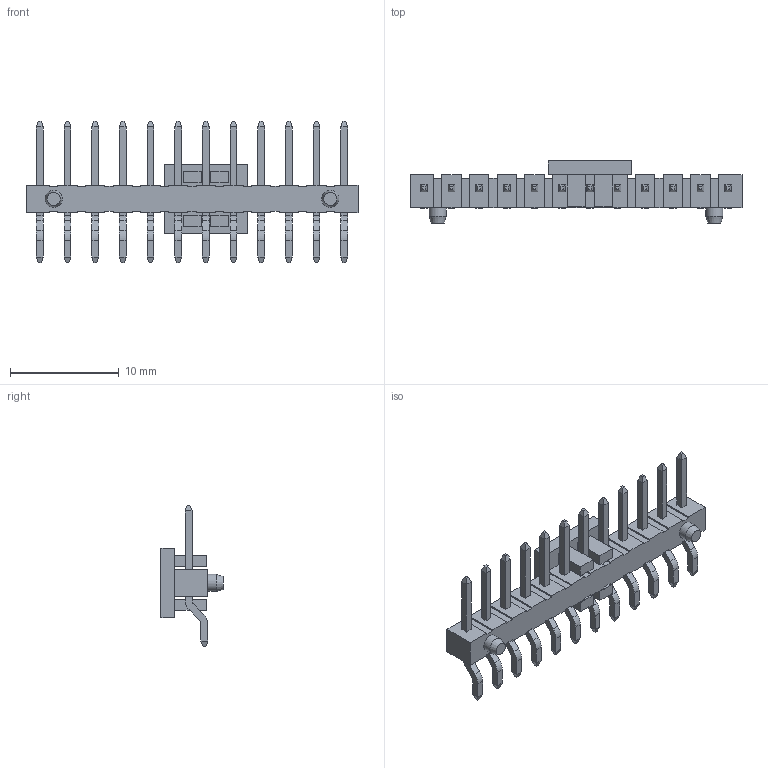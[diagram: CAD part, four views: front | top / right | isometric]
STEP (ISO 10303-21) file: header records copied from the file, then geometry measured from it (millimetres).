
FILE_DESCRIPTION(/* description */ ('STEP AP214'),/* implementation_level */ '2;1');
FILE_NAME(/* name */ 'TSM-112-01-L-SH-A-P-TR',/* time_stamp */ '2025-07-26T16:37:31+02:00',/* author */ ('License CC BY-ND 4.0'),/* organization */ ('CADENAS'),/* preprocessor_version */ 'ST-DEVELOPER v19.3',/* originating_system */ 'PARTsolutions',/* authorisation */ ' ');
FILE_SCHEMA (('AUTOMOTIVE_DESIGN {1 0 10303 214 3 1 1}'));
Length unit declared in the file: inch
Products named in the file (5): TSM-112-01-L-SH-A-P-TR; TSM-112-01-SH-A_body; PPP-08-01-12--SH; T-1S6-08-L(-01-12-SH); T-1S6-08-L(-01-12-SH)2
Assembly tree (4 placements, depth 2):
  TSM-112-01-L-SH-A-P-TR
    TSM-112-01-SH-A_body
    PPP-08-01-12--SH
    T-1S6-08-L(-01-12-SH)
    T-1S6-08-L(-01-12-SH)2
Bounding box: 30.48 x 5.71 x 12.95 mm (x, y, z)
Volume: 364.2 mm3; surface area: 1126.9 mm2
Topology: 4 solids, 4 shells, 466 faces, 1260 edges, 808 vertices
Faces by surface type: plane 414, cylinder 50, cone 2
Full cylindrical faces by diameter (mm): 1.575 x2
Entity records: 14439 total; most frequent: CARTESIAN_POINT 2531, ORIENTED_EDGE 2508, DIRECTION 2298, EDGE_CURVE 1254, LINE 1152, VECTOR 1152, VERTEX_POINT 806, AXIS2_PLACEMENT_3D 573
